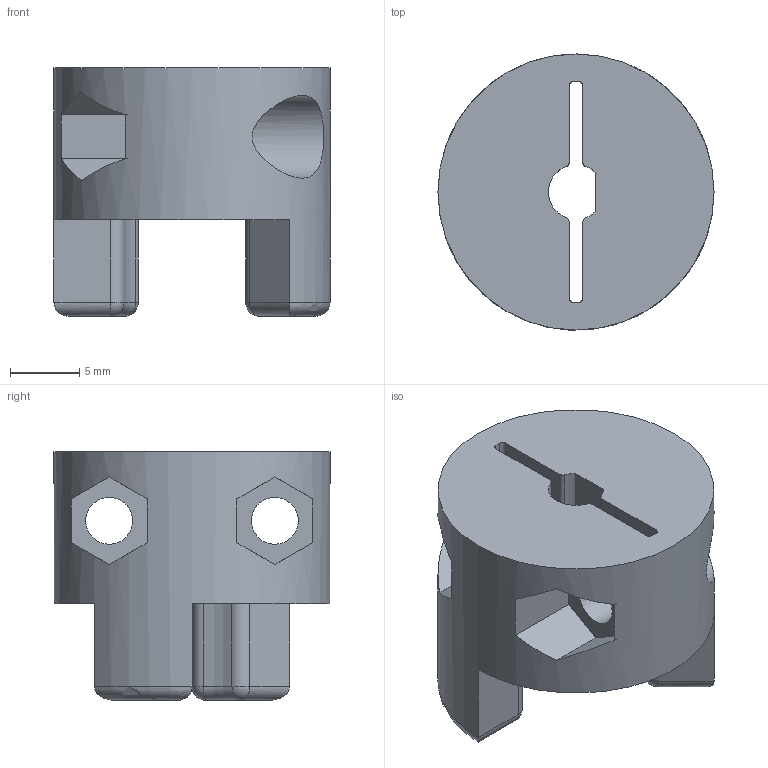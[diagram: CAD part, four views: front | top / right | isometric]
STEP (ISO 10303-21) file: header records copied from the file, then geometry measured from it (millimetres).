
FILE_DESCRIPTION(/* description */ (''),/* implementation_level */ '2;1');
FILE_NAME(/* name */ 'Segment spojke B MRP-02-01.stp',/* time_stamp */ '2022-09-18T22:30:55+02:00',/* author */ ('Luka'),/* organization */ (''),/* preprocessor_version */ 'ST-DEVELOPER v18',/* originating_system */ 'Autodesk Inventor 2020',/* authorisation */ '');
FILE_SCHEMA (('AUTOMOTIVE_DESIGN { 1 0 10303 214 3 1 1 }'));
Length unit declared in the file: millimetre
Products named in the file (1): Spojka motora_8_rev2
Bounding box: 20 x 20 x 18 mm (x, y, z)
Volume: 3059.9 mm3; surface area: 2250 mm2
Topology: 1 solids, 1 shells, 67 faces, 173 edges, 108 vertices
Faces by surface type: plane 31, cylinder 28, torus 4, sphere 4
Full cylindrical faces by diameter (mm): 3.4 x4, 6 x2, 20 x1
Entity records: 2223 total; most frequent: CARTESIAN_POINT 479, DIRECTION 375, ORIENTED_EDGE 346, EDGE_CURVE 173, AXIS2_PLACEMENT_3D 140, VERTEX_POINT 108, LINE 95, VECTOR 95
